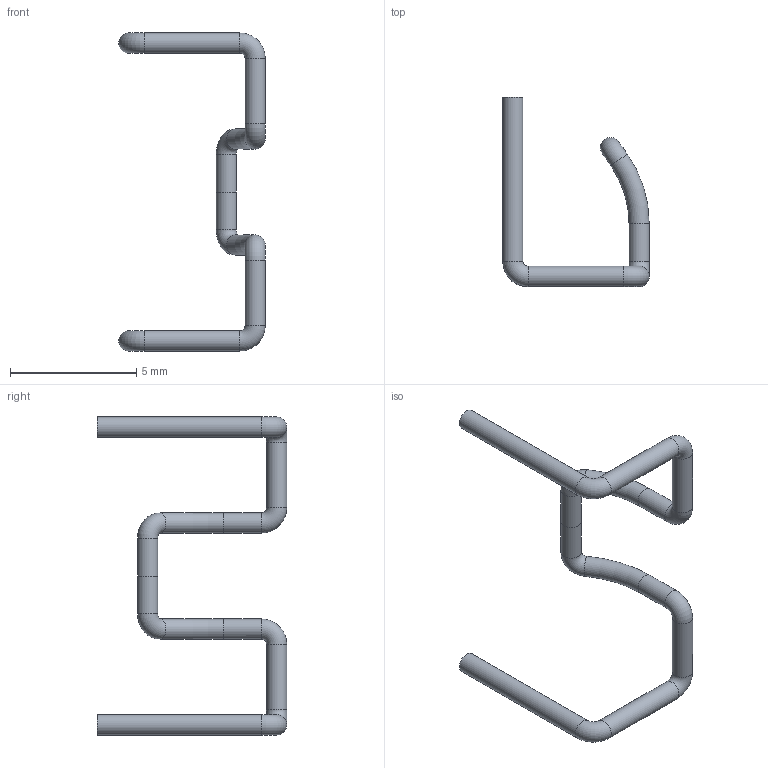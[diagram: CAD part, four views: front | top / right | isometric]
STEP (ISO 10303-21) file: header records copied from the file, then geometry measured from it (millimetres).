
FILE_DESCRIPTION(/* description */ (''),/* implementation_level */ '2;1');
FILE_NAME(/* name */ 'Z-OGR-KAT.stp',/* time_stamp */ '2023-08-24T11:13:50+02:00',/* author */ ('tomaszw'),/* organization */ (''),/* preprocessor_version */ 'ST-DEVELOPER v19.2',/* originating_system */ 'Autodesk Inventor 2023',/* authorisation */ '');
FILE_SCHEMA (('AUTOMOTIVE_DESIGN { 1 0 10303 214 3 1 1 }'));
Length unit declared in the file: millimetre
Products named in the file (1): ogranicznik kąta otwarcia dla zawiasu
Bounding box: 5.8 x 7.5 x 12.6 mm (x, y, z)
Volume: 22.5 mm3; surface area: 113.3 mm2
Topology: 1 solids, 1 shells, 22 faces, 57 edges, 37 vertices
Faces by surface type: cylinder 10, torus 10, plane 2
Full cylindrical faces by diameter (mm): 0.8 x10
Entity records: 747 total; most frequent: DIRECTION 150, CARTESIAN_POINT 117, ORIENTED_EDGE 114, AXIS2_PLACEMENT_3D 70, EDGE_CURVE 57, CIRCLE 47, VERTEX_POINT 37, FACE_OUTER_BOUND 22
